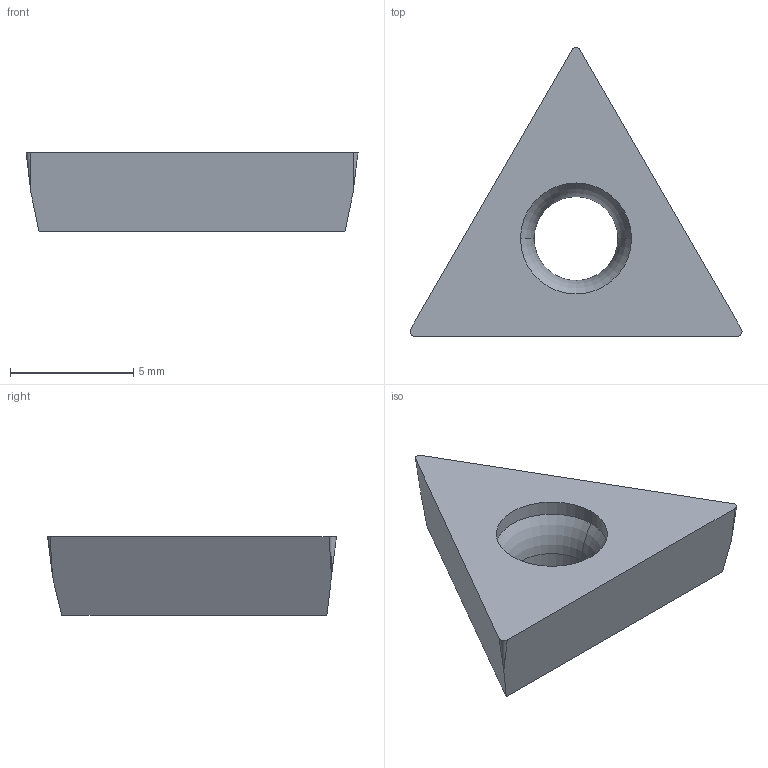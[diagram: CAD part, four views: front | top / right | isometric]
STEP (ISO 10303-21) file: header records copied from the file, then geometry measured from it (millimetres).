
FILE_DESCRIPTION((''),'2;1');
FILE_NAME('TC130302N','2024-09-20T11:41:11',('tlyaf015'),('PTC Japan'),'CREO PARAMETRIC BY PTC INC, 2021424','CREO PARAMETRIC BY PTC INC, 2021424','');
FILE_SCHEMA(('AUTOMOTIVE_DESIGN { 1 0 10303 214 1 1 1 1 }'));
Length unit declared in the file: millimetre
Products named in the file (1): TC130302N
Bounding box: 13.46 x 11.71 x 3.18 mm (x, y, z)
Volume: 199.5 mm3; surface area: 287.8 mm2
Topology: 1 solids, 1 shells, 14 faces, 41 edges, 26 vertices
Faces by surface type: plane 5, cylinder 4, cone 3, torus 2
Entity records: 662 total; most frequent: DIRECTION 88, CARTESIAN_POINT 77, ORIENTED_EDGE 64, PRESENTATION_STYLE_ASSIGNMENT 41, STYLED_ITEM 41, CURVE_STYLE 40, AXIS2_PLACEMENT_3D 33, EDGE_CURVE 32
